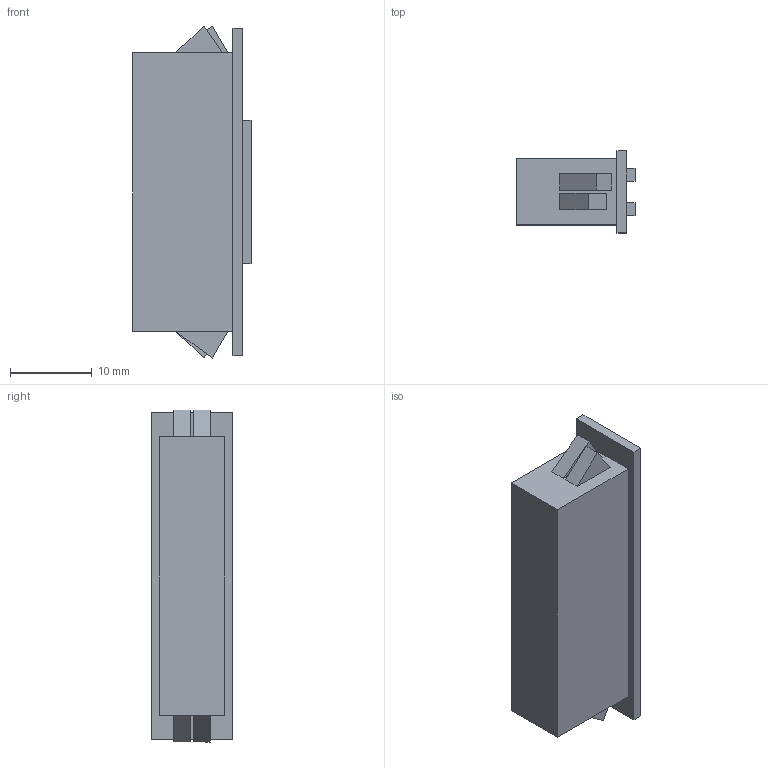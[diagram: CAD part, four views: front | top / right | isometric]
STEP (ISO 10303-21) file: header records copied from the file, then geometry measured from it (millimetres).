
FILE_DESCRIPTION (( 'STEP AP203' ), '1' );
FILE_NAME ('C-349N-2.STEP', '2009-04-17T00:16:57', ( ' ' ), ( ' ' ), 'SwSTEP 2.0', 'SolidWorks 2007', '' );
FILE_SCHEMA (( 'CONFIG_CONTROL_DESIGN' ));
Length unit declared in the file: millimetre
Products named in the file (1): C-349N-2
Bounding box: 14.4 x 10 x 40.5 mm (x, y, z)
Volume: 3932.9 mm3; surface area: 2123.4 mm2
Topology: 1 solids, 1 shells, 37 faces, 84 edges, 56 vertices
Faces by surface type: plane 37
Entity records: 1095 total; most frequent: CARTESIAN_POINT 178, ORIENTED_EDGE 168, DIRECTION 160, EDGE_CURVE 84, LINE 84, VECTOR 84, VERTEX_POINT 56, EDGE_LOOP 44
